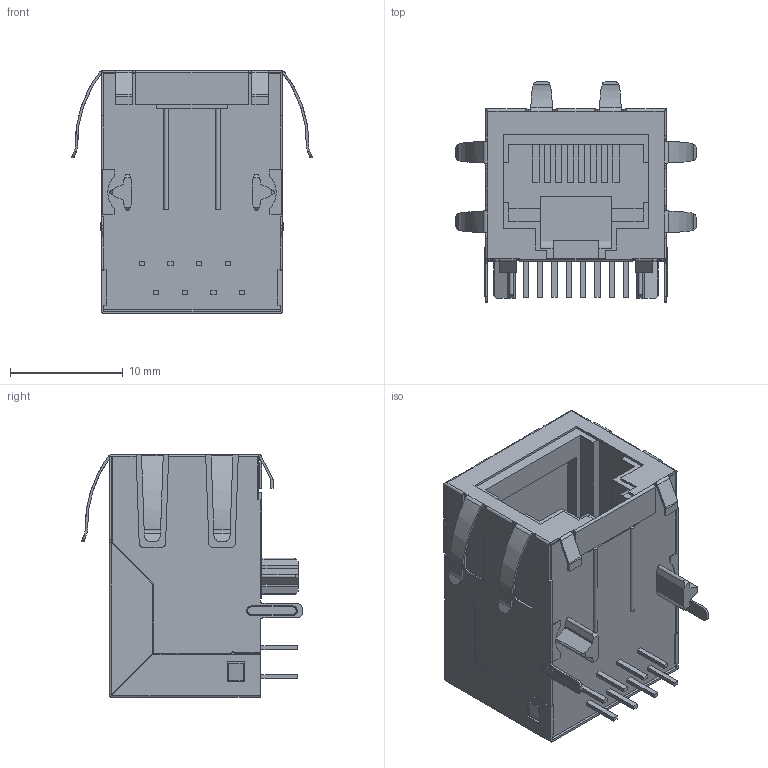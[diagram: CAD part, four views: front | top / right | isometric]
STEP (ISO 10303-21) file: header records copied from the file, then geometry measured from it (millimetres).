
FILE_DESCRIPTION (( 'STEP AP214' ), '1' );
FILE_NAME ('J0011D21NL.STEP', '2024-02-01T02:51:23', ( '' ), ( '' ), 'SwSTEP 2.0', 'SolidWorks 2016', '' );
FILE_SCHEMA (( 'AUTOMOTIVE_DESIGN' ));
Length unit declared in the file: millimetre
Products named in the file (1): J0011D21NL
Bounding box: 21.38 x 19.59 x 21.54 mm (x, y, z)
Volume: 1779 mm3; surface area: 3836.1 mm2
Topology: 1 solids, 1 shells, 536 faces, 1513 edges, 976 vertices
Faces by surface type: plane 392, cylinder 132, bspline 12
Entity records: 22948 total; most frequent: CARTESIAN_POINT 3890, ORIENTED_EDGE 3026, DIRECTION 2573, EDGE_CURVE 1513, LINE 1211, VECTOR 1211, VERTEX_POINT 976, AXIS2_PLACEMENT_3D 681
